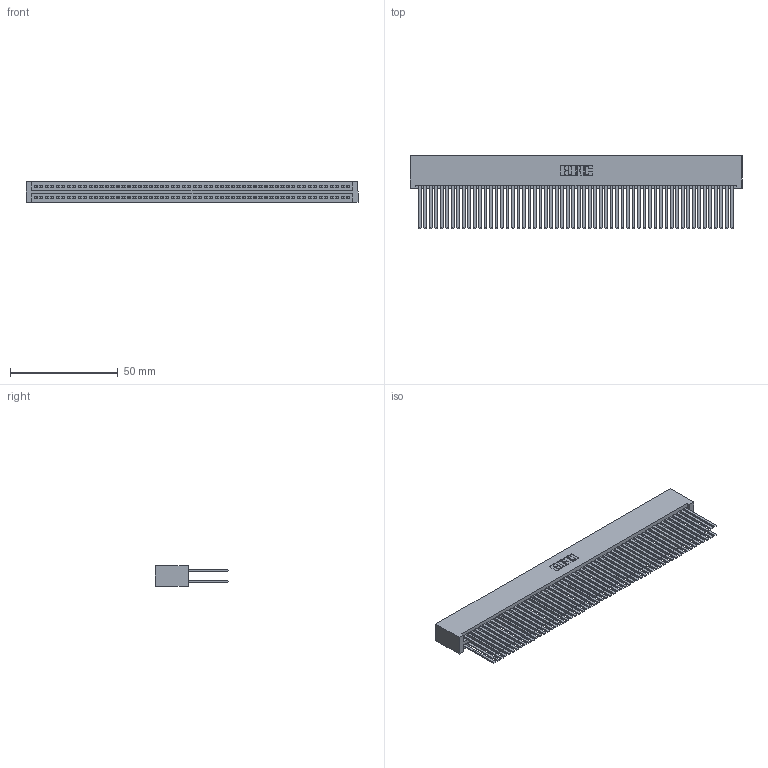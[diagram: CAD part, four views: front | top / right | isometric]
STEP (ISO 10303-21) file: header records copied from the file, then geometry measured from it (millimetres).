
FILE_DESCRIPTION (( 'STEP AP203' ), '1' );
FILE_NAME ('395-116-544-201.STEP', '2018-12-02T00:49:09', ( '' ), ( '' ), 'SwSTEP 2.0', 'SolidWorks 2016', '' );
FILE_SCHEMA (( 'CONFIG_CONTROL_DESIGN' ));
Length unit declared in the file: inch
Products named in the file (3): 345-292-001_345-293-144; 345 Part_No Mounting Lugs; 395-116-544-201
Assembly tree (117 placements, depth 2):
  395-116-544-201
    345 Part_No Mounting Lugs
    345-292-001_345-293-144  x116
Bounding box: 153.92 x 33.96 x 9.4 mm (x, y, z)
Volume: 17342.9 mm3; surface area: 31014.8 mm2
Topology: 117 solids, 117 shells, 5222 faces, 15513 edges, 10186 vertices
Faces by surface type: plane 3440, cylinder 1782
Entity records: 42893 total; most frequent: CARTESIAN_POINT 7172, ORIENTED_EDGE 7106, DIRECTION 6297, EDGE_CURVE 3553, LINE 3201, VECTOR 3201, VERTEX_POINT 2366, AXIS2_PLACEMENT_3D 1548
